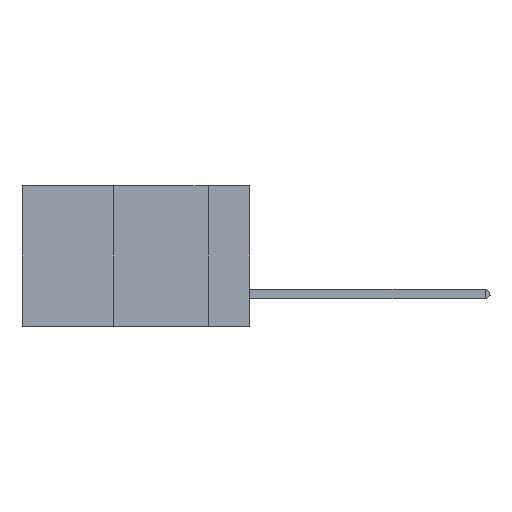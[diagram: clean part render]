
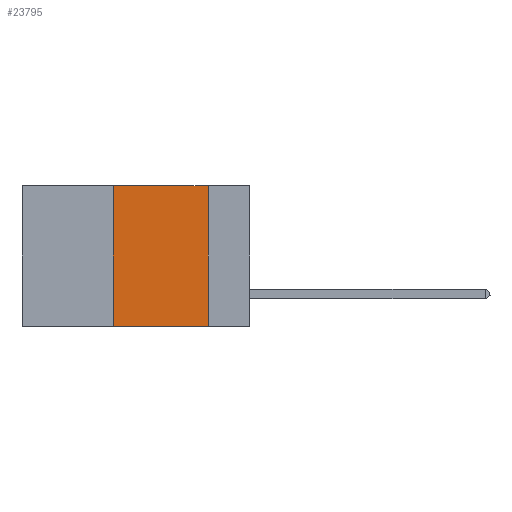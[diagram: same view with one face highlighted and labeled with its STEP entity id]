
A CAD part, left-side view. The second image highlights one B-rep face of the part: STEP entity #23795.
In plain terms, the highlighted planar face has unit normal (-1, 0, 0).
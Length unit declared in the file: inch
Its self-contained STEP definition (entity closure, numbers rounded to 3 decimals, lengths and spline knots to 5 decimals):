
#618 = ORIENTED_EDGE ( 'NONE', *, *, #5612, .F. ) ;
#1346 = VECTOR ( 'NONE', #15674, 39.37008 ) ;
#1832 = EDGE_CURVE ( 'NONE', #4816, #6766, #10102, .T. ) ;
#3775 = CARTESIAN_POINT ( 'NONE',  ( 0., 0.36, -0.37 ) ) ;
#4391 = CARTESIAN_POINT ( 'NONE',  ( 0., 0.11, -0.37 ) ) ;
#4398 = DIRECTION ( 'NONE',  ( 0., -1., 0. ) ) ;
#4816 = VERTEX_POINT ( 'NONE', #13877 ) ;
#5227 = FACE_OUTER_BOUND ( 'NONE', #7393, .T. ) ;
#5387 = PLANE ( 'NONE',  #18923 ) ;
#5612 = EDGE_CURVE ( 'NONE', #13473, #4816, #19081, .T. ) ;
#6567 = VERTEX_POINT ( 'NONE', #4391 ) ;
#6766 = VERTEX_POINT ( 'NONE', #25422 ) ;
#6911 = LINE ( 'NONE', #21683, #24295 ) ;
#7393 = EDGE_LOOP ( 'NONE', ( #19971, #16616, #618, #20592 ) ) ;
#9026 = EDGE_CURVE ( 'NONE', #13473, #6567, #6911, .T. ) ;
#9526 = DIRECTION ( 'NONE',  ( 1., 0., 0. ) ) ;
#10081 = CARTESIAN_POINT ( 'NONE',  ( 0., 0.11, 0. ) ) ;
#10102 = LINE ( 'NONE', #12697, #21528 ) ;
#12697 = CARTESIAN_POINT ( 'NONE',  ( 0., 0.6, 0. ) ) ;
#13363 = LINE ( 'NONE', #10081, #23584 ) ;
#13454 = CARTESIAN_POINT ( 'NONE',  ( 0., 0.6, 0. ) ) ;
#13473 = VERTEX_POINT ( 'NONE', #3775 ) ;
#13877 = CARTESIAN_POINT ( 'NONE',  ( 0., 0.36, 0. ) ) ;
#15674 = DIRECTION ( 'NONE',  ( 0., 0., 1. ) ) ;
#16081 = DIRECTION ( 'NONE',  ( 0., 0., -1. ) ) ;
#16616 = ORIENTED_EDGE ( 'NONE', *, *, #1832, .F. ) ;
#17396 = DIRECTION ( 'NONE',  ( 0., -1., 0. ) ) ;
#18923 = AXIS2_PLACEMENT_3D ( 'NONE', #13454, #9526, #23690 ) ;
#19081 = LINE ( 'NONE', #25512, #1346 ) ;
#19971 = ORIENTED_EDGE ( 'NONE', *, *, #24527, .F. ) ;
#20592 = ORIENTED_EDGE ( 'NONE', *, *, #9026, .T. ) ;
#21528 = VECTOR ( 'NONE', #4398, 39.37008 ) ;
#21683 = CARTESIAN_POINT ( 'NONE',  ( 0., 0.6, -0.37 ) ) ;
#23584 = VECTOR ( 'NONE', #16081, 39.37008 ) ;
#23690 = DIRECTION ( 'NONE',  ( 0., 0., -1. ) ) ;
#23795 = ADVANCED_FACE ( 'NONE', ( #5227 ), #5387, .F. ) ;
#24295 = VECTOR ( 'NONE', #17396, 39.37008 ) ;
#24527 = EDGE_CURVE ( 'NONE', #6766, #6567, #13363, .T. ) ;
#25422 = CARTESIAN_POINT ( 'NONE',  ( 0., 0.11, 0. ) ) ;
#25512 = CARTESIAN_POINT ( 'NONE',  ( 0., 0.36, 0. ) ) ;
